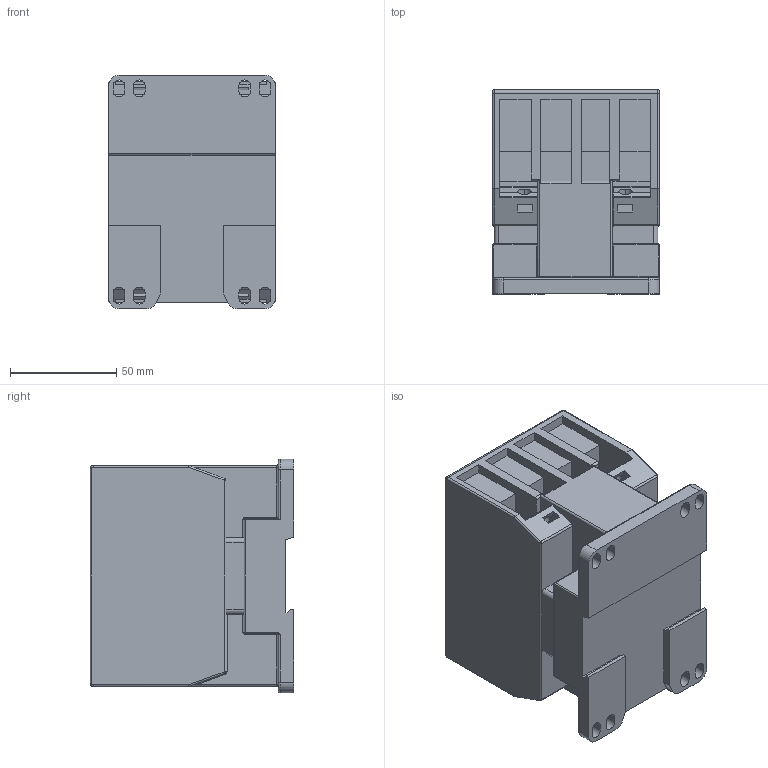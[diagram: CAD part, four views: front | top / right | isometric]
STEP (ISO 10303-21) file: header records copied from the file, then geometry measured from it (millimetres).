
FILE_DESCRIPTION (( 'STEP AP203' ), '1' );
FILE_NAME ('K3-50_62_74A00-40.STEP', '2019-10-04T07:13:35', ( '' ), ( '' ), 'SwSTEP 2.0', 'SolidWorks 2019', '' );
FILE_SCHEMA (( 'CONFIG_CONTROL_DESIGN' ));
Length unit declared in the file: millimetre
Products named in the file (1): K3-50_62_74A00-40
Bounding box: 78.5 x 96 x 110 mm (x, y, z)
Volume: 627955.9 mm3; surface area: 79473.7 mm2
Topology: 1 solids, 1 shells, 644 faces, 1595 edges, 911 vertices
Faces by surface type: cylinder 285, plane 221, bspline 103, torus 19, sphere 16
Entity records: 20421 total; most frequent: CARTESIAN_POINT 5657, DIRECTION 3090, ORIENTED_EDGE 3074, EDGE_CURVE 1537, AXIS2_PLACEMENT_3D 1107, VERTEX_POINT 911, VECTOR 876, LINE 876
